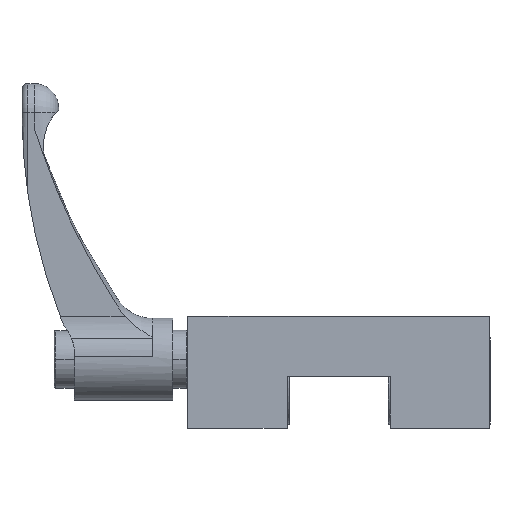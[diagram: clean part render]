
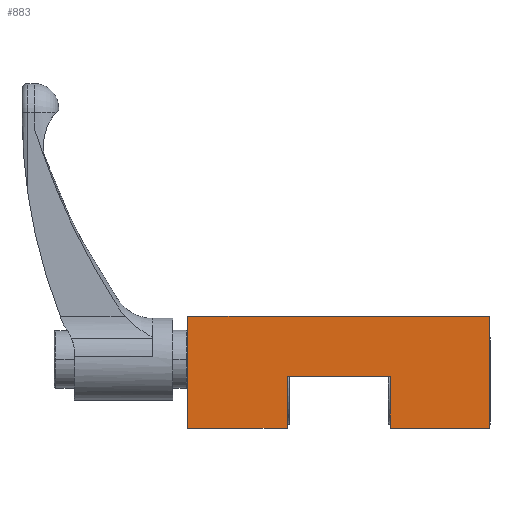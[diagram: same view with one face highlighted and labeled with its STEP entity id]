
A CAD part, top view. The second image highlights one B-rep face of the part: STEP entity #883.
In plain terms, the highlighted planar face has unit normal (0, 0, 1).
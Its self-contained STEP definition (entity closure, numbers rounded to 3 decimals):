
#746 = CARTESIAN_POINT ( 'NONE',  ( -17.742, 10.561, 16. ) ) ;
#857 = VERTEX_POINT ( 'NONE', #1994 ) ;
#860 = VERTEX_POINT ( 'NONE', #2003 ) ;
#863 = EDGE_CURVE ( 'NONE', #860, #857, #2001, .T. ) ;
#866 = EDGE_CURVE ( 'NONE', #906, #902, #1986, .T. ) ;
#883 = ADVANCED_FACE ( 'NONE', ( #2020 ), #2056, .T. ) ;
#884 = ORIENTED_EDGE ( 'NONE', *, *, #950, .F. ) ;
#892 = VERTEX_POINT ( 'NONE', #2045 ) ;
#897 = EDGE_CURVE ( 'NONE', #931, #860, #2053, .T. ) ;
#902 = VERTEX_POINT ( 'NONE', #2099 ) ;
#904 = EDGE_CURVE ( 'NONE', #915, #906, #2098, .T. ) ;
#906 = VERTEX_POINT ( 'NONE', #2094 ) ;
#915 = VERTEX_POINT ( 'NONE', #2087 ) ;
#921 = ORIENTED_EDGE ( 'NONE', *, *, #863, .T. ) ;
#931 = VERTEX_POINT ( 'NONE', #2113 ) ;
#933 = EDGE_LOOP ( 'NONE', ( #884, #952, #921, #993, #1003, #1029, #1000, #991 ) ) ;
#938 = EDGE_CURVE ( 'NONE', #949, #902, #2104, .T. ) ;
#941 = EDGE_CURVE ( 'NONE', #892, #949, #2158, .T. ) ;
#949 = VERTEX_POINT ( 'NONE', #2150 ) ;
#950 = EDGE_CURVE ( 'NONE', #931, #892, #2139, .T. ) ;
#952 = ORIENTED_EDGE ( 'NONE', *, *, #897, .T. ) ;
#978 = EDGE_CURVE ( 'NONE', #857, #915, #2165, .T. ) ;
#991 = ORIENTED_EDGE ( 'NONE', *, *, #941, .F. ) ;
#993 = ORIENTED_EDGE ( 'NONE', *, *, #978, .T. ) ;
#1000 = ORIENTED_EDGE ( 'NONE', *, *, #938, .F. ) ;
#1003 = ORIENTED_EDGE ( 'NONE', *, *, #904, .T. ) ;
#1029 = ORIENTED_EDGE ( 'NONE', *, *, #866, .T. ) ;
#1078 = VECTOR ( 'NONE', #1463, 1000. ) ;
#1463 = DIRECTION ( 'NONE',  ( -1., 0., 0. ) ) ;
#1982 = DIRECTION ( 'NONE',  ( 0., 1., 0. ) ) ;
#1983 = VECTOR ( 'NONE', #1982, 1000. ) ;
#1984 = CARTESIAN_POINT ( 'NONE',  ( 52.258, 10.561, 16. ) ) ;
#1985 = CARTESIAN_POINT ( 'NONE',  ( -17.742, -15.439, 16. ) ) ;
#1986 = LINE ( 'NONE', #1985, #2035 ) ;
#1994 = CARTESIAN_POINT ( 'NONE',  ( 52.258, 10.561, 16. ) ) ;
#2001 = LINE ( 'NONE', #1984, #1983 ) ;
#2003 = CARTESIAN_POINT ( 'NONE',  ( 52.258, -15.439, 16. ) ) ;
#2013 = AXIS2_PLACEMENT_3D ( 'NONE', #2016, #2061, #2052 ) ;
#2016 = CARTESIAN_POINT ( 'NONE',  ( 52.258, -15.439, 16. ) ) ;
#2020 = FACE_OUTER_BOUND ( 'NONE', #933, .T. ) ;
#2034 = DIRECTION ( 'NONE',  ( 1., 0., 0. ) ) ;
#2035 = VECTOR ( 'NONE', #2034, 1000. ) ;
#2039 = CARTESIAN_POINT ( 'NONE',  ( -17.742, -15.439, 16. ) ) ;
#2045 = CARTESIAN_POINT ( 'NONE',  ( 29.258, -3.439, 16. ) ) ;
#2052 = DIRECTION ( 'NONE',  ( 1., 0., 0. ) ) ;
#2053 = LINE ( 'NONE', #2039, #2101 ) ;
#2056 = PLANE ( 'NONE',  #2013 ) ;
#2061 = DIRECTION ( 'NONE',  ( 0., 0., 1. ) ) ;
#2087 = CARTESIAN_POINT ( 'NONE',  ( -17.742, 10.561, 16. ) ) ;
#2093 = DIRECTION ( 'NONE',  ( 0., -1., 0. ) ) ;
#2094 = CARTESIAN_POINT ( 'NONE',  ( -17.742, -15.439, 16. ) ) ;
#2096 = VECTOR ( 'NONE', #2093, 1000. ) ;
#2097 = CARTESIAN_POINT ( 'NONE',  ( -17.742, 10.561, 16. ) ) ;
#2098 = LINE ( 'NONE', #2097, #2096 ) ;
#2099 = CARTESIAN_POINT ( 'NONE',  ( 5.258, -15.439, 16. ) ) ;
#2100 = DIRECTION ( 'NONE',  ( 1., 0., 0. ) ) ;
#2101 = VECTOR ( 'NONE', #2100, 1000. ) ;
#2104 = LINE ( 'NONE', #2154, #2153 ) ;
#2113 = CARTESIAN_POINT ( 'NONE',  ( 29.258, -15.439, 16. ) ) ;
#2117 = CARTESIAN_POINT ( 'NONE',  ( 5.258, -3.439, 16. ) ) ;
#2125 = DIRECTION ( 'NONE',  ( -1., 0., 0. ) ) ;
#2136 = DIRECTION ( 'NONE',  ( 0., 1., 0. ) ) ;
#2137 = VECTOR ( 'NONE', #2136, 1000. ) ;
#2138 = CARTESIAN_POINT ( 'NONE',  ( 29.258, -3.439, 16. ) ) ;
#2139 = LINE ( 'NONE', #2138, #2137 ) ;
#2150 = CARTESIAN_POINT ( 'NONE',  ( 5.258, -3.439, 16. ) ) ;
#2151 = VECTOR ( 'NONE', #2125, 1000. ) ;
#2152 = DIRECTION ( 'NONE',  ( 0., -1., 0. ) ) ;
#2153 = VECTOR ( 'NONE', #2152, 1000. ) ;
#2154 = CARTESIAN_POINT ( 'NONE',  ( 5.258, -3.439, 16. ) ) ;
#2158 = LINE ( 'NONE', #2117, #2151 ) ;
#2165 = LINE ( 'NONE', #746, #1078 ) ;
